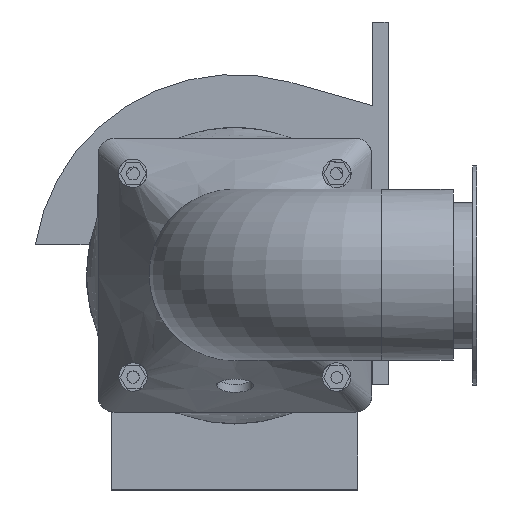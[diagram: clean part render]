
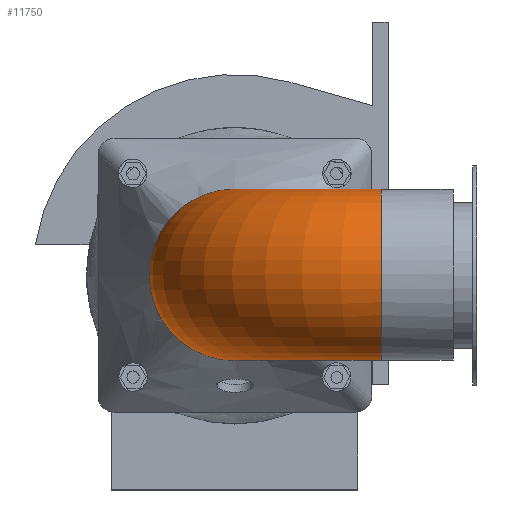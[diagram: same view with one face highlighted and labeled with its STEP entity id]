
A CAD part, top view. The second image highlights one B-rep face of the part: STEP entity #11750.
In plain terms, the highlighted toroidal (fillet/blend) face has major radius 36 mm and minor radius 21.05 mm.
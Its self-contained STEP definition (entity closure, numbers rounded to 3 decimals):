
#44=TOROIDAL_SURFACE('',#13010,36.,21.05);
#3308=FACE_OUTER_BOUND('',#4330,.T.);
#4330=EDGE_LOOP('',(#10703,#10704,#10705,#10706,#10707,#10708,#10709,#10710));
#5135=CIRCLE('',#12984,21.05);
#5148=CIRCLE('',#13002,21.05);
#5149=CIRCLE('',#13003,21.05);
#5154=CIRCLE('',#13011,14.95);
#5155=CIRCLE('',#13012,21.05);
#5156=CIRCLE('',#13013,21.05);
#5157=CIRCLE('',#13014,21.05);
#6141=VERTEX_POINT('',#21142);
#6142=VERTEX_POINT('',#21143);
#6152=VERTEX_POINT('',#21173);
#6155=VERTEX_POINT('',#21185);
#6156=VERTEX_POINT('',#21187);
#6157=VERTEX_POINT('',#21189);
#7680=EDGE_CURVE('',#6141,#6142,#5135,.T.);
#7695=EDGE_CURVE('',#6142,#6152,#5148,.T.);
#7696=EDGE_CURVE('',#6152,#6141,#5149,.T.);
#7701=EDGE_CURVE('',#6152,#6155,#5154,.T.);
#7702=EDGE_CURVE('',#6155,#6156,#5155,.T.);
#7703=EDGE_CURVE('',#6156,#6157,#5156,.T.);
#7704=EDGE_CURVE('',#6157,#6155,#5157,.T.);
#10703=ORIENTED_EDGE('',*,*,#7680,.F.);
#10704=ORIENTED_EDGE('',*,*,#7696,.F.);
#10705=ORIENTED_EDGE('',*,*,#7701,.T.);
#10706=ORIENTED_EDGE('',*,*,#7702,.T.);
#10707=ORIENTED_EDGE('',*,*,#7703,.T.);
#10708=ORIENTED_EDGE('',*,*,#7704,.T.);
#10709=ORIENTED_EDGE('',*,*,#7701,.F.);
#10710=ORIENTED_EDGE('',*,*,#7695,.F.);
#11750=ADVANCED_FACE('',(#3308),#44,.T.);
#12984=AXIS2_PLACEMENT_3D('',#21144,#15951,#15952);
#13002=AXIS2_PLACEMENT_3D('',#21174,#15989,#15990);
#13003=AXIS2_PLACEMENT_3D('',#21175,#15991,#15992);
#13010=AXIS2_PLACEMENT_3D('',#21184,#16005,#16006);
#13011=AXIS2_PLACEMENT_3D('',#21186,#16007,#16008);
#13012=AXIS2_PLACEMENT_3D('',#21188,#16009,#16010);
#13013=AXIS2_PLACEMENT_3D('',#21190,#16011,#16012);
#13014=AXIS2_PLACEMENT_3D('',#21191,#16013,#16014);
#15951=DIRECTION('center_axis',(1.,0.,0.));
#15952=DIRECTION('ref_axis',(0.,0.,-1.));
#15989=DIRECTION('center_axis',(1.,0.,0.));
#15990=DIRECTION('ref_axis',(0.,0.,-1.));
#15991=DIRECTION('center_axis',(1.,0.,0.));
#15992=DIRECTION('ref_axis',(0.,0.,-1.));
#16005=DIRECTION('center_axis',(0.,1.,0.));
#16006=DIRECTION('ref_axis',(0.,0.,1.));
#16007=DIRECTION('center_axis',(0.,-1.,0.));
#16008=DIRECTION('ref_axis',(0.,0.,1.));
#16009=DIRECTION('center_axis',(0.,0.,1.));
#16010=DIRECTION('ref_axis',(1.,0.,0.));
#16011=DIRECTION('center_axis',(0.,0.,1.));
#16012=DIRECTION('ref_axis',(1.,0.,0.));
#16013=DIRECTION('center_axis',(0.,0.,1.));
#16014=DIRECTION('ref_axis',(1.,0.,0.));
#21142=CARTESIAN_POINT('',(36.,20.357,281.756));
#21143=CARTESIAN_POINT('',(36.,-20.357,281.756));
#21144=CARTESIAN_POINT('Origin',(36.,0.,276.4));
#21173=CARTESIAN_POINT('',(36.,0.,255.35));
#21174=CARTESIAN_POINT('Origin',(36.,0.,276.4));
#21175=CARTESIAN_POINT('Origin',(36.,0.,276.4));
#21184=CARTESIAN_POINT('Origin',(36.,0.,240.4));
#21185=CARTESIAN_POINT('',(21.05,0.,240.4));
#21186=CARTESIAN_POINT('Origin',(36.,0.,240.4));
#21187=CARTESIAN_POINT('',(-21.05,0.,240.4));
#21188=CARTESIAN_POINT('Origin',(0.,0.,240.4));
#21189=CARTESIAN_POINT('',(0.,-21.05,240.4));
#21190=CARTESIAN_POINT('Origin',(0.,0.,240.4));
#21191=CARTESIAN_POINT('Origin',(0.,0.,240.4));
